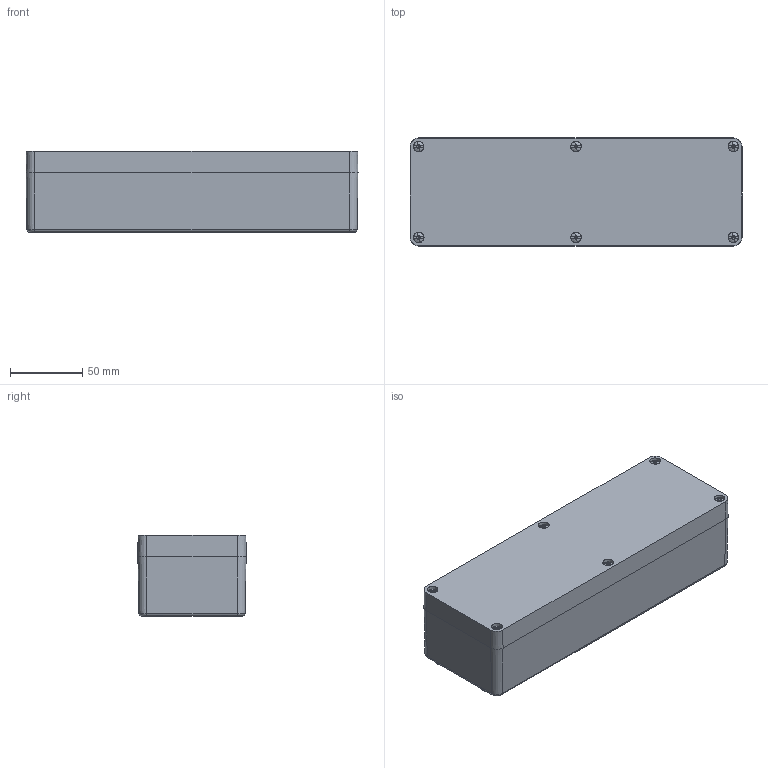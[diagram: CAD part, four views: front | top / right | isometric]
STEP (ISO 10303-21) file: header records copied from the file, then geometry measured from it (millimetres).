
FILE_DESCRIPTION(('CATIA V5R24 STEP','CAx-IF Rec.Pracs.--- Model Styling and Organization---1.2---2011-12-15'),'2;1');
FILE_NAME ('010922-5_2', '2018-05-07T08:37:12+00:00', ('Weidmueller Interface'), ('Weidmueller'), 'CATIA Version 5-6 Release 2014 SP4 HF52', 'CATIA V5 STEP AP214', 'none');
FILE_SCHEMA(('AUTOMOTIVE_DESIGN { 1 0 10303 214 1 1 1 1 }'));
Length unit declared in the file: millimetre
Products named in the file (1): KLIPPON_POK_082306_EX
Bounding box: 230 x 75 x 56.5 mm (x, y, z)
Volume: 308630.2 mm3; surface area: 148360 mm2
Topology: 9 solids, 21 shells, 1035 faces, 2470 edges, 1458 vertices
Faces by surface type: plane 411, cone 276, cylinder 164, torus 124, sphere 36, revolution 24
Entity records: 30632 total; most frequent: CARTESIAN_POINT 9135, ORIENTED_EDGE 4856, DIRECTION 3473, EDGE_CURVE 2428, AXIS2_PLACEMENT_3D 1713, VERTEX_POINT 1458, EDGE_LOOP 1104, ADVANCED_FACE 1035
